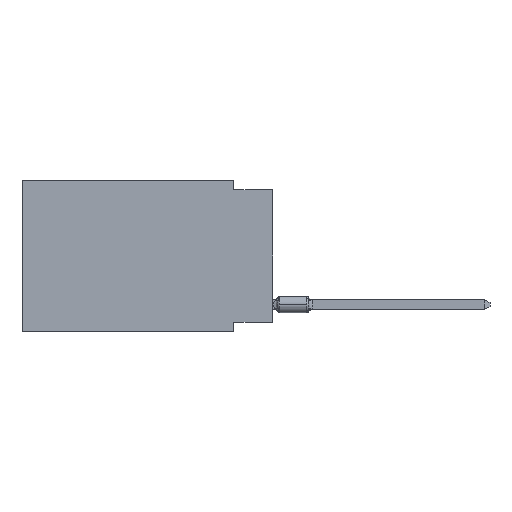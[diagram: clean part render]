
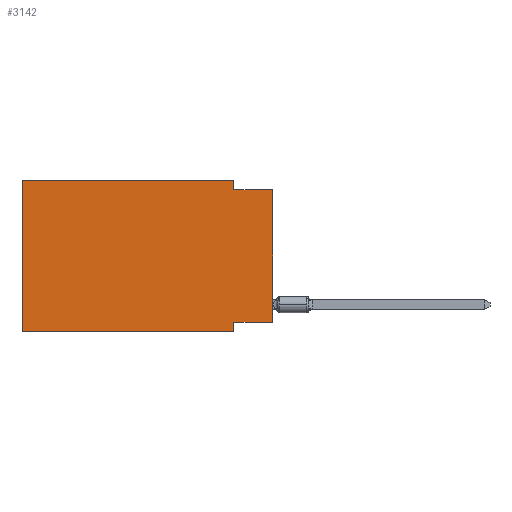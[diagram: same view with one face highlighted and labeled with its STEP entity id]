
A CAD part, left-side view. The second image highlights one B-rep face of the part: STEP entity #3142.
In plain terms, the highlighted planar face has unit normal (-1, 0, 0).
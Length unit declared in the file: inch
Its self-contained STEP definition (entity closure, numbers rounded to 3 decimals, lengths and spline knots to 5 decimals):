
#597 = FACE_OUTER_BOUND ( 'NONE', #10987, .T. ) ;
#1417 = CARTESIAN_POINT ( 'NONE',  ( 0., 0.1, -0.39 ) ) ;
#1503 = VERTEX_POINT ( 'NONE', #5554 ) ;
#2535 = AXIS2_PLACEMENT_3D ( 'NONE', #16299, #5457, #5756 ) ;
#2557 = CARTESIAN_POINT ( 'NONE',  ( 0., 0., -0.365 ) ) ;
#2573 = DIRECTION ( 'NONE',  ( 0., -1., 0. ) ) ;
#2740 = CARTESIAN_POINT ( 'NONE',  ( 0., 0., -0.365 ) ) ;
#3142 = ADVANCED_FACE ( 'NONE', ( #597 ), #11840, .F. ) ;
#3572 = LINE ( 'NONE', #7858, #7857 ) ;
#3817 = VERTEX_POINT ( 'NONE', #10534 ) ;
#3825 = LINE ( 'NONE', #2740, #10078 ) ;
#3945 = LINE ( 'NONE', #8546, #15777 ) ;
#4325 = DIRECTION ( 'NONE',  ( 0., 0., 1. ) ) ;
#4333 = CARTESIAN_POINT ( 'NONE',  ( 0., 0.1, -0.025 ) ) ;
#4464 = EDGE_CURVE ( 'NONE', #13095, #9232, #18913, .T. ) ;
#4849 = VERTEX_POINT ( 'NONE', #4333 ) ;
#4955 = DIRECTION ( 'NONE',  ( 0., 0., -1. ) ) ;
#4999 = CARTESIAN_POINT ( 'NONE',  ( 0., 0.645, 0. ) ) ;
#5457 = DIRECTION ( 'NONE',  ( 1., 0., 0. ) ) ;
#5554 = CARTESIAN_POINT ( 'NONE',  ( 0., 0.1, -0.39 ) ) ;
#5756 = DIRECTION ( 'NONE',  ( 0., 0., -1. ) ) ;
#5921 = CARTESIAN_POINT ( 'NONE',  ( 0., 0.645, 0. ) ) ;
#6272 = LINE ( 'NONE', #1417, #17342 ) ;
#6337 = VECTOR ( 'NONE', #4325, 39.37008 ) ;
#7116 = EDGE_CURVE ( 'NONE', #13095, #13833, #3825, .T. ) ;
#7406 = ORIENTED_EDGE ( 'NONE', *, *, #16239, .F. ) ;
#7439 = LINE ( 'NONE', #8940, #6337 ) ;
#7857 = VECTOR ( 'NONE', #4955, 39.37008 ) ;
#7858 = CARTESIAN_POINT ( 'NONE',  ( 0., 0.1, 0. ) ) ;
#8546 = CARTESIAN_POINT ( 'NONE',  ( 0., 0.645, -0.39 ) ) ;
#8940 = CARTESIAN_POINT ( 'NONE',  ( 0., 0.645, 0. ) ) ;
#9232 = VERTEX_POINT ( 'NONE', #13830 ) ;
#10078 = VECTOR ( 'NONE', #11506, 39.37008 ) ;
#10375 = ORIENTED_EDGE ( 'NONE', *, *, #16946, .T. ) ;
#10534 = CARTESIAN_POINT ( 'NONE',  ( 0., 0.1, 0. ) ) ;
#10942 = EDGE_CURVE ( 'NONE', #4849, #9232, #16707, .T. ) ;
#10987 = EDGE_LOOP ( 'NONE', ( #15563, #12962, #16847, #16625, #13907, #10375, #7406, #13482 ) ) ;
#11506 = DIRECTION ( 'NONE',  ( 0., 1., 0. ) ) ;
#11840 = PLANE ( 'NONE',  #2535 ) ;
#12909 = VECTOR ( 'NONE', #18827, 39.37008 ) ;
#12962 = ORIENTED_EDGE ( 'NONE', *, *, #10942, .F. ) ;
#12982 = VERTEX_POINT ( 'NONE', #17170 ) ;
#13095 = VERTEX_POINT ( 'NONE', #2557 ) ;
#13482 = ORIENTED_EDGE ( 'NONE', *, *, #7116, .F. ) ;
#13554 = DIRECTION ( 'NONE',  ( 0., -1., 0. ) ) ;
#13830 = CARTESIAN_POINT ( 'NONE',  ( 0., 0., -0.025 ) ) ;
#13833 = VERTEX_POINT ( 'NONE', #13916 ) ;
#13907 = ORIENTED_EDGE ( 'NONE', *, *, #19369, .F. ) ;
#13916 = CARTESIAN_POINT ( 'NONE',  ( 0., 0.1, -0.365 ) ) ;
#14109 = VERTEX_POINT ( 'NONE', #5921 ) ;
#14306 = VECTOR ( 'NONE', #13554, 39.37008 ) ;
#14360 = CARTESIAN_POINT ( 'NONE',  ( 0., 0., 0. ) ) ;
#15563 = ORIENTED_EDGE ( 'NONE', *, *, #4464, .T. ) ;
#15777 = VECTOR ( 'NONE', #2573, 39.37008 ) ;
#15926 = EDGE_CURVE ( 'NONE', #14109, #3817, #18621, .T. ) ;
#15940 = DIRECTION ( 'NONE',  ( 0., 0., 1. ) ) ;
#16239 = EDGE_CURVE ( 'NONE', #13833, #1503, #6272, .T. ) ;
#16299 = CARTESIAN_POINT ( 'NONE',  ( 0., 0.645, 0. ) ) ;
#16524 = CARTESIAN_POINT ( 'NONE',  ( 0., 0., -0.025 ) ) ;
#16625 = ORIENTED_EDGE ( 'NONE', *, *, #15926, .F. ) ;
#16707 = LINE ( 'NONE', #16524, #14306 ) ;
#16765 = EDGE_CURVE ( 'NONE', #3817, #4849, #3572, .T. ) ;
#16786 = VECTOR ( 'NONE', #15940, 39.37008 ) ;
#16847 = ORIENTED_EDGE ( 'NONE', *, *, #16765, .F. ) ;
#16912 = DIRECTION ( 'NONE',  ( 0., 0., -1. ) ) ;
#16946 = EDGE_CURVE ( 'NONE', #12982, #1503, #3945, .T. ) ;
#17170 = CARTESIAN_POINT ( 'NONE',  ( 0., 0.645, -0.39 ) ) ;
#17342 = VECTOR ( 'NONE', #16912, 39.37008 ) ;
#18621 = LINE ( 'NONE', #4999, #12909 ) ;
#18827 = DIRECTION ( 'NONE',  ( 0., -1., 0. ) ) ;
#18913 = LINE ( 'NONE', #14360, #16786 ) ;
#19369 = EDGE_CURVE ( 'NONE', #12982, #14109, #7439, .T. ) ;
